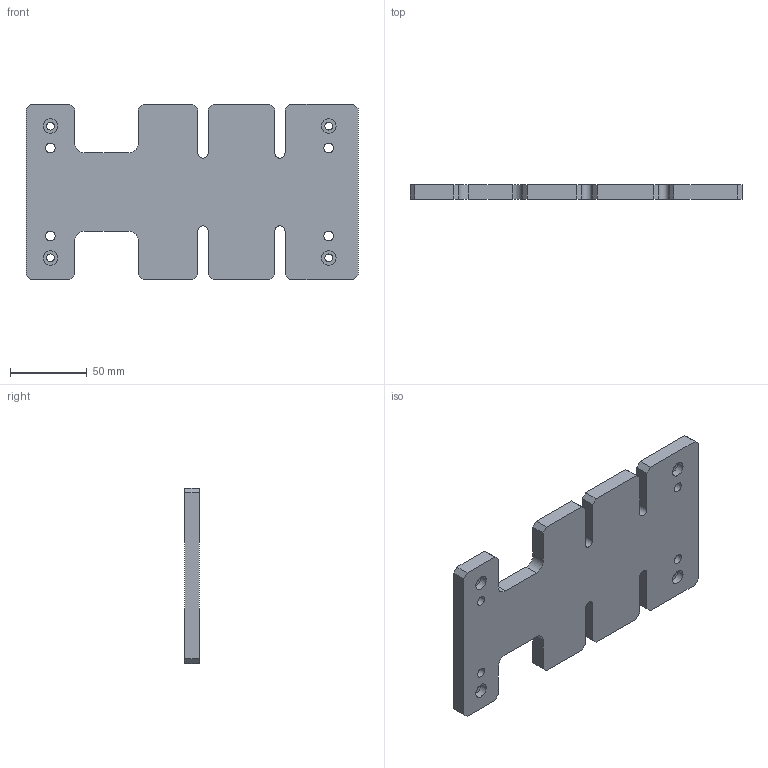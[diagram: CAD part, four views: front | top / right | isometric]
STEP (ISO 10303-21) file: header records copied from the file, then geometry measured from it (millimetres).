
FILE_DESCRIPTION(/* description */ (''),/* implementation_level */ '2;1');
FILE_NAME(/* name */ 'BASE PLATE.stp',/* time_stamp */ '2018-03-13T13:22:31-04:00',/* author */ ('Tanya'),/* organization */ (''),/* preprocessor_version */ 'ST-DEVELOPER v16.5',/* originating_system */ 'Autodesk Inventor 2017',/* authorisation */ '');
FILE_SCHEMA (('AUTOMOTIVE_DESIGN { 1 0 10303 214 3 1 1 }'));
Length unit declared in the file: inch
Products named in the file (1): BASE PLATE
Bounding box: 215.9 x 9.53 x 114.3 mm (x, y, z)
Volume: 197825.9 mm3; surface area: 53062.3 mm2
Topology: 1 solids, 1 shells, 66 faces, 184 edges, 124 vertices
Faces by surface type: plane 46, cylinder 20
Full cylindrical faces by diameter (mm): 5.105 x4, 6.35 x4, 9.525 x4
Entity records: 2088 total; most frequent: CARTESIAN_POINT 355, DIRECTION 342, ORIENTED_EDGE 336, EDGE_CURVE 168, LINE 128, VECTOR 128, VERTEX_POINT 120, AXIS2_PLACEMENT_3D 107
